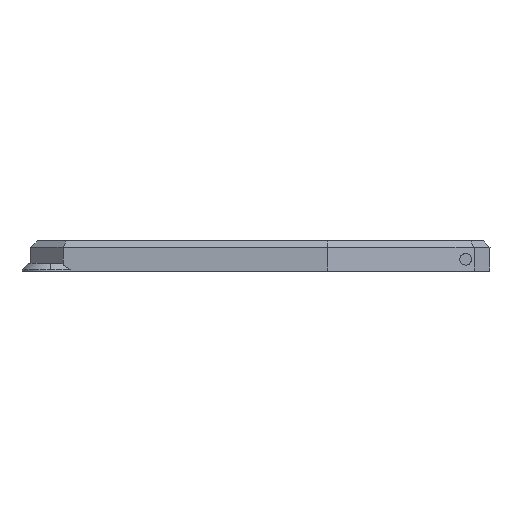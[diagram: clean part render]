
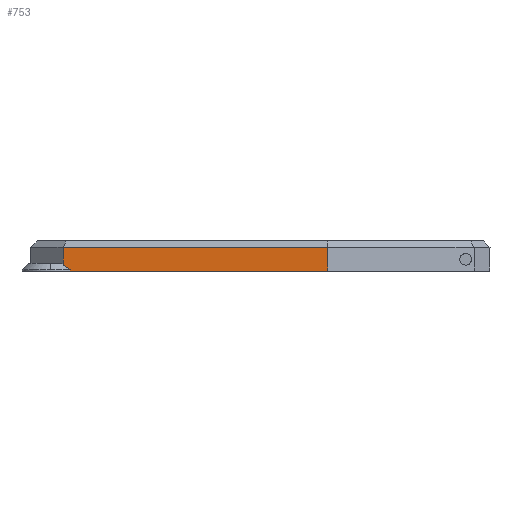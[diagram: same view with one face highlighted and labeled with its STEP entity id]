
A CAD part, left-side view. The second image highlights one B-rep face of the part: STEP entity #753.
In plain terms, the highlighted planar face has unit normal (-0.998, 0.061, 0).
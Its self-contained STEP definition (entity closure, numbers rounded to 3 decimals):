
#43 = CARTESIAN_POINT ( 'NONE',  ( -54.077, 12.476, 0.503 ) ) ;
#62 = FACE_OUTER_BOUND ( 'NONE', #219, .T. ) ;
#178 = CARTESIAN_POINT ( 'NONE',  ( -55.146, -5.126, 0.045 ) ) ;
#185 = PLANE ( 'NONE',  #1470 ) ;
#219 = EDGE_LOOP ( 'NONE', ( #481, #1403, #996, #1647, #1440, #469 ) ) ;
#220 = VERTEX_POINT ( 'NONE', #582 ) ;
#238 = LINE ( 'NONE', #1434, #768 ) ;
#273 = EDGE_CURVE ( 'NONE', #371, #589, #897, .T. ) ;
#353 = DIRECTION ( 'NONE',  ( -0.061, -0.998, 0. ) ) ;
#371 = VERTEX_POINT ( 'NONE', #964 ) ;
#389 = EDGE_CURVE ( 'NONE', #589, #1276, #840, .T. ) ;
#442 = CARTESIAN_POINT ( 'NONE',  ( -52.673, 35.576, 0.503 ) ) ;
#469 = ORIENTED_EDGE ( 'NONE', *, *, #273, .F. ) ;
#477 = EDGE_CURVE ( 'NONE', #1591, #1476, #774, .T. ) ;
#481 = ORIENTED_EDGE ( 'NONE', *, *, #983, .T. ) ;
#510 = CARTESIAN_POINT ( 'NONE',  ( -54.351, 7.956, 3.694 ) ) ;
#547 = CARTESIAN_POINT ( 'NONE',  ( -52.703, 35.082, 0.664 ) ) ;
#561 = CARTESIAN_POINT ( 'NONE',  ( -52.738, 34.497, 0.245 ) ) ;
#578 = CARTESIAN_POINT ( 'NONE',  ( -52.738, 34.497, 0.045 ) ) ;
#582 = CARTESIAN_POINT ( 'NONE',  ( -55.146, -5.126, 3.694 ) ) ;
#589 = VERTEX_POINT ( 'NONE', #1060 ) ;
#624 = LINE ( 'NONE', #510, #821 ) ;
#671 = CARTESIAN_POINT ( 'NONE',  ( -52.738, 34.497, 0.045 ) ) ;
#697 = DIRECTION ( 'NONE',  ( 0., 0., 1. ) ) ;
#726 = VECTOR ( 'NONE', #1004, 1000. ) ;
#753 = ADVANCED_FACE ( 'NONE', ( #62 ), #185, .F. ) ;
#768 = VECTOR ( 'NONE', #1044, 1000. ) ;
#774 = LINE ( 'NONE', #1437, #726 ) ;
#821 = VECTOR ( 'NONE', #353, 1000. ) ;
#827 = DIRECTION ( 'NONE',  ( 0., 0., -1. ) ) ;
#840 = LINE ( 'NONE', #442, #999 ) ;
#897 =( BOUNDED_CURVE ( )  B_SPLINE_CURVE ( 2, ( #561, #547, #1078 ),
 .UNSPECIFIED., .F., .T. ) 
 B_SPLINE_CURVE_WITH_KNOTS ( ( 3, 3 ),
 ( -1.12, -0.992 ),
 .UNSPECIFIED. ) 
 CURVE ( )  GEOMETRIC_REPRESENTATION_ITEM ( )  RATIONAL_B_SPLINE_CURVE ( ( 1.266, 1.34, 1.394 ) ) 
 REPRESENTATION_ITEM ( '' )  );
#964 = CARTESIAN_POINT ( 'NONE',  ( -52.738, 34.497, 0.245 ) ) ;
#983 = EDGE_CURVE ( 'NONE', #371, #1476, #1196, .T. ) ;
#992 = DIRECTION ( 'NONE',  ( 0., 0., -1. ) ) ;
#996 = ORIENTED_EDGE ( 'NONE', *, *, #1246, .T. ) ;
#999 = VECTOR ( 'NONE', #697, 1000. ) ;
#1004 = DIRECTION ( 'NONE',  ( 0.061, 0.998, 0. ) ) ;
#1044 = DIRECTION ( 'NONE',  ( 0., 0., 1. ) ) ;
#1060 = CARTESIAN_POINT ( 'NONE',  ( -52.673, 35.576, 0.94 ) ) ;
#1078 = CARTESIAN_POINT ( 'NONE',  ( -52.673, 35.576, 0.94 ) ) ;
#1173 = VECTOR ( 'NONE', #827, 1000. ) ;
#1196 = LINE ( 'NONE', #671, #1173 ) ;
#1246 = EDGE_CURVE ( 'NONE', #1591, #220, #238, .T. ) ;
#1276 = VERTEX_POINT ( 'NONE', #1559 ) ;
#1382 = DIRECTION ( 'NONE',  ( 0.998, -0.061, 0. ) ) ;
#1403 = ORIENTED_EDGE ( 'NONE', *, *, #477, .F. ) ;
#1434 = CARTESIAN_POINT ( 'NONE',  ( -55.146, -5.126, 0.503 ) ) ;
#1437 = CARTESIAN_POINT ( 'NONE',  ( -54.237, 9.835, 0.045 ) ) ;
#1440 = ORIENTED_EDGE ( 'NONE', *, *, #389, .F. ) ;
#1470 = AXIS2_PLACEMENT_3D ( 'NONE', #43, #1382, #992 ) ;
#1476 = VERTEX_POINT ( 'NONE', #578 ) ;
#1559 = CARTESIAN_POINT ( 'NONE',  ( -52.673, 35.576, 3.694 ) ) ;
#1591 = VERTEX_POINT ( 'NONE', #178 ) ;
#1647 = ORIENTED_EDGE ( 'NONE', *, *, #1695, .F. ) ;
#1695 = EDGE_CURVE ( 'NONE', #1276, #220, #624, .T. ) ;
